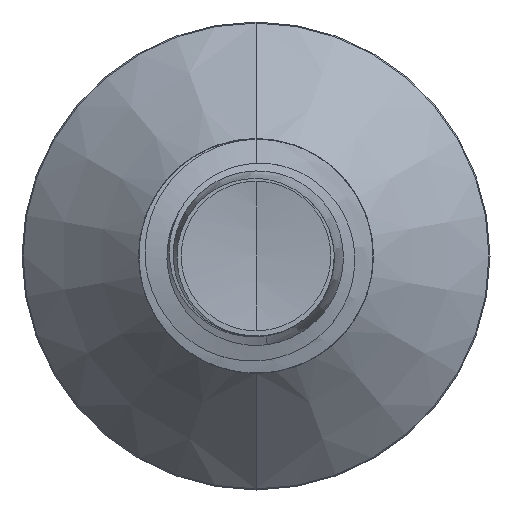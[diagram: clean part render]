
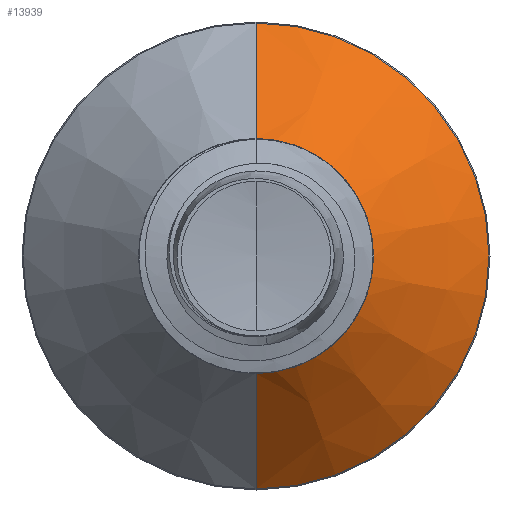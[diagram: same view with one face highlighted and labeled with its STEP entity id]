
A CAD part, front view. The second image highlights one B-rep face of the part: STEP entity #13939.
In plain terms, the highlighted conical face has half-angle 45 degrees and reference radius 1.256 mm.
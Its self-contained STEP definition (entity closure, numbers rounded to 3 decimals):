
#569 = DIRECTION ( 'NONE',  ( 0., 0., 1. ) ) ;
#611 = DIRECTION ( 'NONE',  ( 0., 1., 0. ) ) ;
#636 = CARTESIAN_POINT ( 'NONE',  ( 0., 7.939, 0. ) ) ;
#659 = AXIS2_PLACEMENT_3D ( 'NONE', #8335, #20335, #10150 ) ;
#794 = CARTESIAN_POINT ( 'NONE',  ( 0., 6.706, 0. ) ) ;
#840 = ORIENTED_EDGE ( 'NONE', *, *, #13057, .T. ) ;
#911 = CIRCLE ( 'NONE', #14313, 2.489 ) ;
#1402 = ORIENTED_EDGE ( 'NONE', *, *, #10599, .T. ) ;
#1410 = AXIS2_PLACEMENT_3D ( 'NONE', #794, #21790, #15340 ) ;
#1586 = EDGE_CURVE ( 'NONE', #15921, #6149, #911, .T. ) ;
#2425 = CARTESIAN_POINT ( 'NONE',  ( 0., 6.706, 1.256 ) ) ;
#3577 = CARTESIAN_POINT ( 'NONE',  ( 0., 7.939, -2.489 ) ) ;
#5585 = CARTESIAN_POINT ( 'NONE',  ( 0., 6.706, 1.256 ) ) ;
#6149 = VERTEX_POINT ( 'NONE', #3577 ) ;
#6790 = VECTOR ( 'NONE', #21178, 1000. ) ;
#7377 = ORIENTED_EDGE ( 'NONE', *, *, #8169, .F. ) ;
#8169 = EDGE_CURVE ( 'NONE', #9022, #15921, #15867, .T. ) ;
#8335 = CARTESIAN_POINT ( 'NONE',  ( 0., 6.706, 0. ) ) ;
#9022 = VERTEX_POINT ( 'NONE', #5585 ) ;
#9308 = CARTESIAN_POINT ( 'NONE',  ( 0., 6.706, -1.256 ) ) ;
#9616 = VERTEX_POINT ( 'NONE', #13873 ) ;
#10150 = DIRECTION ( 'NONE',  ( 0., 0., 1. ) ) ;
#10450 = EDGE_LOOP ( 'NONE', ( #840, #1402, #20099, #7377 ) ) ;
#10599 = EDGE_CURVE ( 'NONE', #9616, #6149, #11648, .T. ) ;
#11079 = VECTOR ( 'NONE', #18425, 1000. ) ;
#11648 = LINE ( 'NONE', #9308, #6790 ) ;
#12246 = CARTESIAN_POINT ( 'NONE',  ( 0., 7.939, 2.489 ) ) ;
#13057 = EDGE_CURVE ( 'NONE', #9022, #9616, #16090, .T. ) ;
#13873 = CARTESIAN_POINT ( 'NONE',  ( 0., 6.706, -1.256 ) ) ;
#13925 = FACE_OUTER_BOUND ( 'NONE', #10450, .T. ) ;
#13939 = ADVANCED_FACE ( 'NONE', ( #13925 ), #21543, .T. ) ;
#14313 = AXIS2_PLACEMENT_3D ( 'NONE', #636, #611, #569 ) ;
#15340 = DIRECTION ( 'NONE',  ( 0., 0., 1. ) ) ;
#15867 = LINE ( 'NONE', #2425, #11079 ) ;
#15921 = VERTEX_POINT ( 'NONE', #12246 ) ;
#16090 = CIRCLE ( 'NONE', #659, 1.256 ) ;
#18425 = DIRECTION ( 'NONE',  ( 0., 0.707, 0.707 ) ) ;
#20099 = ORIENTED_EDGE ( 'NONE', *, *, #1586, .F. ) ;
#20335 = DIRECTION ( 'NONE',  ( 0., 1., 0. ) ) ;
#21178 = DIRECTION ( 'NONE',  ( 0., 0.707, -0.707 ) ) ;
#21543 = CONICAL_SURFACE ( 'NONE', #1410, 1.256, 0.785 ) ;
#21790 = DIRECTION ( 'NONE',  ( 0., 1., 0. ) ) ;
